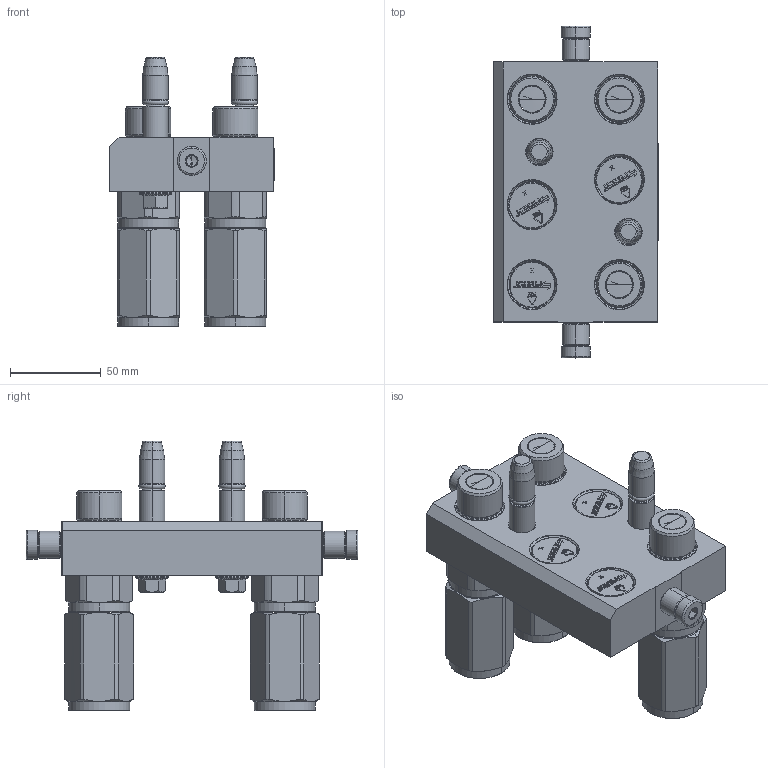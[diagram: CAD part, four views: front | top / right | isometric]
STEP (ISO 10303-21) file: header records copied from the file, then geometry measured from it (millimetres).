
FILE_DESCRIPTION (( 'STEP AP214' ), '1' );
FILE_NAME ('FASTER.step', '2021-03-14T20:45:04', ( '' ), ( '' ), 'SwSTEP 2.0', 'SolidWorks 2017', '' );
FILE_SCHEMA (( 'AUTOMOTIVE_DESIGN' ));
Length unit declared in the file: millimetre
Products named in the file (12): 4830_013_3000_030; 4830_021_0000_000; FASTER; 4850_010_0000_010; 3ffnp12_gas_m; et002; TAPPO_12; or2_62x9_19_m; 1540_080_0008_000; P608_M_BASE; 4830_028_1000_011
Assembly tree (20 placements, depth 3):
  FASTER
    P608_M_BASE
      4850_010_0000_010
      4830_021_0000_000  x2
      4830_013_3000_030  x2
      4830_028_1000_011  x2
      1540_080_0008_000  x2
      or2_62x9_19_m  x2
    3ffnp12_gas_m  x3
      3ffnp12_gas_m
    TAPPO_12  x3
    et002
Bounding box: 90.3 x 182.6 x 148.2 mm (x, y, z)
Volume: 37513.4 mm3; surface area: 147485.1 mm2
Topology: 8 solids, 52 shells, 3291 faces, 9386 edges, 6153 vertices
Faces by surface type: plane 2046, cylinder 593, cone 336, torus 194, bspline 122
Entity records: 73291 total; most frequent: CARTESIAN_POINT 17479, ORIENTED_EDGE 10167, DIRECTION 9397, EDGE_CURVE 5278, LINE 3895, VECTOR 3895, VERTEX_POINT 3467, AXIS2_PLACEMENT_3D 2751
